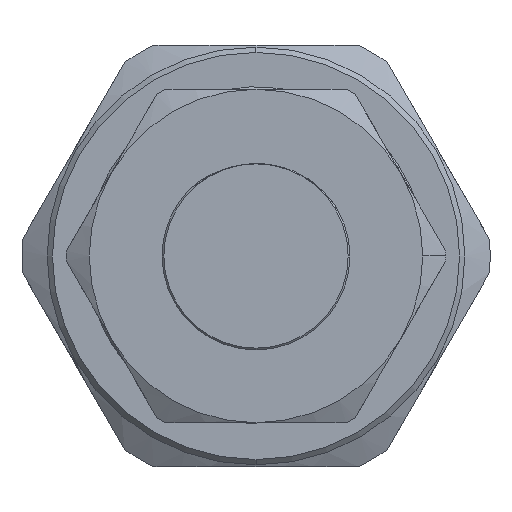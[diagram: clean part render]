
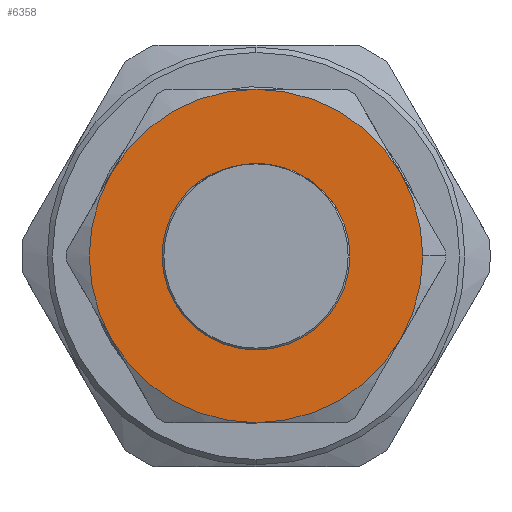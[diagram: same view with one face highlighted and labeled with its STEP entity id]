
A CAD part, left-side view. The second image highlights one B-rep face of the part: STEP entity #6358.
In plain terms, the highlighted planar face has unit normal (-1, 0, 0).
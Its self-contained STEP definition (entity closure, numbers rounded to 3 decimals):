
#166 = EDGE_CURVE ( 'NONE', #8175, #9935, #7017, .T. ) ;
#353 = CARTESIAN_POINT ( 'NONE',  ( -44.295, 0.31, 5.254 ) ) ;
#368 = DIRECTION ( 'NONE',  ( 1., 0., 0. ) ) ;
#396 = CARTESIAN_POINT ( 'NONE',  ( -44.295, 1.617, 5.04 ) ) ;
#436 = CARTESIAN_POINT ( 'NONE',  ( -44.295, -0.629, 5.22 ) ) ;
#494 = B_SPLINE_CURVE_WITH_KNOTS ( 'NONE', 3,
 ( #5873, #7572, #8547, #3985, #6660, #7700, #396, #6782, #10399, #2240, #353, #1195, #7661, #436, #7737, #4825, #3116, #8670, #2114, #4863, #9496, #4026, #8741, #524 ),
 .UNSPECIFIED., .F., .F.,
 ( 4, 2, 2, 2, 2, 2, 2, 2, 2, 2, 2, 4 ),
 ( 0.001, 0.002, 0.002, 0.003, 0.004, 0.005, 0.005, 0.006, 0.007, 0.008, 0.009, 0.01 ),
 .UNSPECIFIED. ) ;
#524 = CARTESIAN_POINT ( 'NONE',  ( -44.295, -4.641, 2.661 ) ) ;
#602 = ORIENTED_EDGE ( 'NONE', *, *, #11271, .F. ) ;
#700 = ORIENTED_EDGE ( 'NONE', *, *, #4500, .F. ) ;
#990 = EDGE_CURVE ( 'NONE', #4430, #5921, #7147, .T. ) ;
#1123 = CARTESIAN_POINT ( 'NONE',  ( -44.295, 8.227, -4.75 ) ) ;
#1140 = VERTEX_POINT ( 'NONE', #10480 ) ;
#1195 = CARTESIAN_POINT ( 'NONE',  ( -44.295, -0.065, 5.26 ) ) ;
#1252 = AXIS2_PLACEMENT_3D ( 'NONE', #2549, #10795, #7110 ) ;
#1457 = VERTEX_POINT ( 'NONE', #5179 ) ;
#1477 = EDGE_CURVE ( 'NONE', #2237, #4430, #11594, .T. ) ;
#1494 = FACE_OUTER_BOUND ( 'NONE', #3939, .T. ) ;
#1673 = EDGE_CURVE ( 'NONE', #1140, #2237, #7562, .T. ) ;
#1984 = DIRECTION ( 'NONE',  ( 0., -1., 0. ) ) ;
#1998 = DIRECTION ( 'NONE',  ( 1., 0., 0. ) ) ;
#2004 = DIRECTION ( 'NONE',  ( 0., 0., -1. ) ) ;
#2010 = AXIS2_PLACEMENT_3D ( 'NONE', #8847, #10706, #2567 ) ;
#2114 = CARTESIAN_POINT ( 'NONE',  ( -44.295, -2.769, 4.497 ) ) ;
#2237 = VERTEX_POINT ( 'NONE', #5398 ) ;
#2240 = CARTESIAN_POINT ( 'NONE',  ( -44.295, 0.498, 5.242 ) ) ;
#2505 = VERTEX_POINT ( 'NONE', #10307 ) ;
#2549 = CARTESIAN_POINT ( 'NONE',  ( -44.295, 0., 0. ) ) ;
#2567 = DIRECTION ( 'NONE',  ( 0., -1., 0. ) ) ;
#2651 = CARTESIAN_POINT ( 'NONE',  ( -44.295, 0., 0. ) ) ;
#2709 = DIRECTION ( 'NONE',  ( -1., 0., 0. ) ) ;
#3116 = CARTESIAN_POINT ( 'NONE',  ( -44.295, -1.737, 4.974 ) ) ;
#3338 = AXIS2_PLACEMENT_3D ( 'NONE', #7489, #3903, #1984 ) ;
#3412 = EDGE_CURVE ( 'NONE', #4777, #1140, #11529, .T. ) ;
#3763 = CARTESIAN_POINT ( 'NONE',  ( -44.295, 0., 0. ) ) ;
#3903 = DIRECTION ( 'NONE',  ( 1., 0., 0. ) ) ;
#3939 = EDGE_LOOP ( 'NONE', ( #9367, #10893, #11663, #4177, #4208, #602, #10605 ) ) ;
#3985 = CARTESIAN_POINT ( 'NONE',  ( -44.295, 2.663, 4.601 ) ) ;
#4013 = CARTESIAN_POINT ( 'NONE',  ( -44.295, -5.35, 0. ) ) ;
#4026 = CARTESIAN_POINT ( 'NONE',  ( -44.295, -4.2, 3.275 ) ) ;
#4037 = AXIS2_PLACEMENT_3D ( 'NONE', #11414, #8717, #5928 ) ;
#4177 = ORIENTED_EDGE ( 'NONE', *, *, #3412, .F. ) ;
#4202 = DIRECTION ( 'NONE',  ( 0., -1., 0. ) ) ;
#4208 = ORIENTED_EDGE ( 'NONE', *, *, #8965, .F. ) ;
#4266 = AXIS2_PLACEMENT_3D ( 'NONE', #11861, #8089, #6368 ) ;
#4328 = EDGE_LOOP ( 'NONE', ( #7278, #5338, #4463, #700 ) ) ;
#4430 = VERTEX_POINT ( 'NONE', #1123 ) ;
#4463 = ORIENTED_EDGE ( 'NONE', *, *, #166, .F. ) ;
#4500 = EDGE_CURVE ( 'NONE', #7669, #8175, #10210, .T. ) ;
#4551 = AXIS2_PLACEMENT_3D ( 'NONE', #3763, #1998, #10281 ) ;
#4557 = CARTESIAN_POINT ( 'NONE',  ( -44.295, 3.308, 4.205 ) ) ;
#4630 = CARTESIAN_POINT ( 'NONE',  ( -44.295, 0., 0. ) ) ;
#4777 = VERTEX_POINT ( 'NONE', #10569 ) ;
#4825 = CARTESIAN_POINT ( 'NONE',  ( -44.295, -1.377, 5.084 ) ) ;
#4850 = EDGE_CURVE ( 'NONE', #5921, #2505, #10928, .T. ) ;
#4863 = CARTESIAN_POINT ( 'NONE',  ( -44.295, -3.388, 4.068 ) ) ;
#4890 = CARTESIAN_POINT ( 'NONE',  ( -44.295, 8.227, 4.75 ) ) ;
#5151 = EDGE_CURVE ( 'NONE', #8615, #7669, #9768, .T. ) ;
#5179 = CARTESIAN_POINT ( 'NONE',  ( -44.295, -8.227, 4.75 ) ) ;
#5338 = ORIENTED_EDGE ( 'NONE', *, *, #7463, .T. ) ;
#5398 = CARTESIAN_POINT ( 'NONE',  ( -44.295, 0., -9.5 ) ) ;
#5529 = PLANE ( 'NONE',  #4266 ) ;
#5681 = CARTESIAN_POINT ( 'NONE',  ( -44.295, 0., 0. ) ) ;
#5873 = CARTESIAN_POINT ( 'NONE',  ( -44.295, 3.308, 4.205 ) ) ;
#5921 = VERTEX_POINT ( 'NONE', #4890 ) ;
#5928 = DIRECTION ( 'NONE',  ( 0., -1., 0. ) ) ;
#6085 = DIRECTION ( 'NONE',  ( 1., 0., 0. ) ) ;
#6358 = ADVANCED_FACE ( 'NONE', ( #1494, #10942 ), #5529, .F. ) ;
#6368 = DIRECTION ( 'NONE',  ( 0., 0., -1. ) ) ;
#6660 = CARTESIAN_POINT ( 'NONE',  ( -44.295, 2.493, 4.688 ) ) ;
#6744 = DIRECTION ( 'NONE',  ( 0., -1., 0. ) ) ;
#6782 = CARTESIAN_POINT ( 'NONE',  ( -44.295, 1.061, 5.165 ) ) ;
#6916 = CARTESIAN_POINT ( 'NONE',  ( -44.295, 0., 0. ) ) ;
#7007 = AXIS2_PLACEMENT_3D ( 'NONE', #4630, #2709, #8234 ) ;
#7017 = CIRCLE ( 'NONE', #1252, 5.35 ) ;
#7110 = DIRECTION ( 'NONE',  ( 0., 0., -1. ) ) ;
#7147 = CIRCLE ( 'NONE', #8369, 9.5 ) ;
#7278 = ORIENTED_EDGE ( 'NONE', *, *, #5151, .F. ) ;
#7463 = EDGE_CURVE ( 'NONE', #8615, #9935, #494, .T. ) ;
#7465 = DIRECTION ( 'NONE',  ( -1., 0., 0. ) ) ;
#7489 = CARTESIAN_POINT ( 'NONE',  ( -44.295, 0., 0. ) ) ;
#7562 = CIRCLE ( 'NONE', #11218, 9.5 ) ;
#7572 = CARTESIAN_POINT ( 'NONE',  ( -44.295, 3.153, 4.313 ) ) ;
#7661 = CARTESIAN_POINT ( 'NONE',  ( -44.295, -0.253, 5.253 ) ) ;
#7669 = VERTEX_POINT ( 'NONE', #10741 ) ;
#7700 = CARTESIAN_POINT ( 'NONE',  ( -44.295, 1.974, 4.92 ) ) ;
#7737 = CARTESIAN_POINT ( 'NONE',  ( -44.295, -0.819, 5.193 ) ) ;
#8089 = DIRECTION ( 'NONE',  ( 1., 0., 0. ) ) ;
#8171 = DIRECTION ( 'NONE',  ( 1., 0., 0. ) ) ;
#8175 = VERTEX_POINT ( 'NONE', #4013 ) ;
#8234 = DIRECTION ( 'NONE',  ( 0., 0., -1. ) ) ;
#8369 = AXIS2_PLACEMENT_3D ( 'NONE', #5681, #368, #6744 ) ;
#8482 = CARTESIAN_POINT ( 'NONE',  ( -44.295, 0., 0. ) ) ;
#8547 = CARTESIAN_POINT ( 'NONE',  ( -44.295, 2.993, 4.414 ) ) ;
#8615 = VERTEX_POINT ( 'NONE', #4557 ) ;
#8670 = CARTESIAN_POINT ( 'NONE',  ( -44.295, -2.432, 4.682 ) ) ;
#8717 = DIRECTION ( 'NONE',  ( 1., 0., 0. ) ) ;
#8741 = CARTESIAN_POINT ( 'NONE',  ( -44.295, -4.434, 2.976 ) ) ;
#8847 = CARTESIAN_POINT ( 'NONE',  ( -44.295, 0., 0. ) ) ;
#8965 = EDGE_CURVE ( 'NONE', #1457, #4777, #11093, .T. ) ;
#9367 = ORIENTED_EDGE ( 'NONE', *, *, #990, .F. ) ;
#9496 = CARTESIAN_POINT ( 'NONE',  ( -44.295, -3.674, 3.823 ) ) ;
#9768 = CIRCLE ( 'NONE', #7007, 5.35 ) ;
#9935 = VERTEX_POINT ( 'NONE', #10141 ) ;
#10128 = AXIS2_PLACEMENT_3D ( 'NONE', #6916, #6085, #4202 ) ;
#10141 = CARTESIAN_POINT ( 'NONE',  ( -44.295, -4.641, 2.661 ) ) ;
#10210 = CIRCLE ( 'NONE', #10591, 5.35 ) ;
#10281 = DIRECTION ( 'NONE',  ( 0., -1., 0. ) ) ;
#10307 = CARTESIAN_POINT ( 'NONE',  ( -44.295, 0., 9.5 ) ) ;
#10399 = CARTESIAN_POINT ( 'NONE',  ( -44.295, 0.872, 5.197 ) ) ;
#10480 = CARTESIAN_POINT ( 'NONE',  ( -44.295, -8.227, -4.75 ) ) ;
#10568 = CIRCLE ( 'NONE', #4551, 9.5 ) ;
#10569 = CARTESIAN_POINT ( 'NONE',  ( -44.295, -9.5, 0. ) ) ;
#10591 = AXIS2_PLACEMENT_3D ( 'NONE', #8482, #7465, #2004 ) ;
#10605 = ORIENTED_EDGE ( 'NONE', *, *, #4850, .F. ) ;
#10706 = DIRECTION ( 'NONE',  ( 1., 0., 0. ) ) ;
#10741 = CARTESIAN_POINT ( 'NONE',  ( -44.295, 5.35, 0. ) ) ;
#10795 = DIRECTION ( 'NONE',  ( -1., 0., 0. ) ) ;
#10893 = ORIENTED_EDGE ( 'NONE', *, *, #1477, .F. ) ;
#10896 = DIRECTION ( 'NONE',  ( 0., -1., 0. ) ) ;
#10928 = CIRCLE ( 'NONE', #10128, 9.5 ) ;
#10942 = FACE_BOUND ( 'NONE', #4328, .T. ) ;
#11093 = CIRCLE ( 'NONE', #4037, 9.5 ) ;
#11218 = AXIS2_PLACEMENT_3D ( 'NONE', #2651, #8171, #10896 ) ;
#11271 = EDGE_CURVE ( 'NONE', #2505, #1457, #10568, .T. ) ;
#11414 = CARTESIAN_POINT ( 'NONE',  ( -44.295, 0., 0. ) ) ;
#11529 = CIRCLE ( 'NONE', #3338, 9.5 ) ;
#11594 = CIRCLE ( 'NONE', #2010, 9.5 ) ;
#11663 = ORIENTED_EDGE ( 'NONE', *, *, #1673, .F. ) ;
#11861 = CARTESIAN_POINT ( 'NONE',  ( -44.295, 0., 0. ) ) ;
